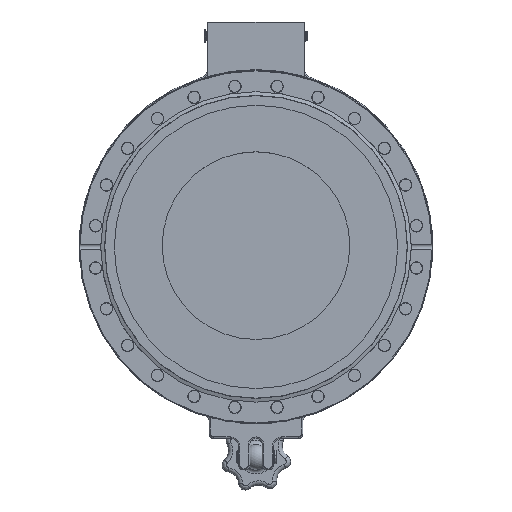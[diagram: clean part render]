
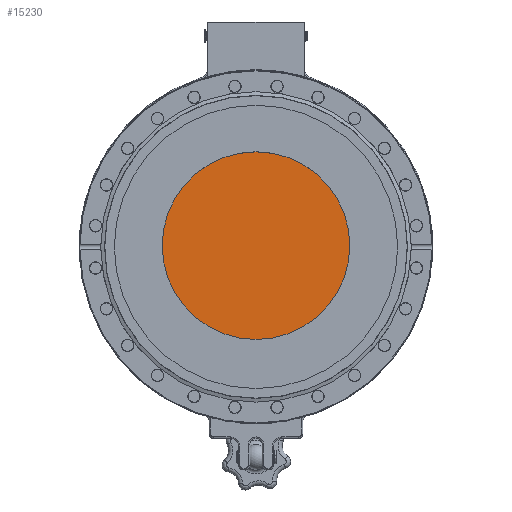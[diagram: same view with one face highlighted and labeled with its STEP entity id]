
A CAD part, left-side view. The second image highlights one B-rep face of the part: STEP entity #15230.
In plain terms, the highlighted planar face has unit normal (-1, 0, 0.002).
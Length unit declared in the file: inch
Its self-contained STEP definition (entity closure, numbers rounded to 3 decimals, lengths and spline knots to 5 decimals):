
#2192=FACE_OUTER_BOUND('',#3263,.T.);
#3263=EDGE_LOOP('',(#13128));
#4361=CIRCLE('',#17023,2.64567);
#7171=VERTEX_POINT('',#29002);
#9224=EDGE_CURVE('',#7171,#7171,#4361,.T.);
#13128=ORIENTED_EDGE('',*,*,#9224,.F.);
#14499=PLANE('',#17041);
#15230=ADVANCED_FACE('',(#2192),#14499,.T.);
#17023=AXIS2_PLACEMENT_3D('',#29004,#21117,#21118);
#17041=AXIS2_PLACEMENT_3D('',#29085,#21159,#21160);
#21117=DIRECTION('center_axis',(1.,0.,
-0.002));
#21118=DIRECTION('ref_axis',(-0.002,0.,
-1.));
#21159=DIRECTION('center_axis',(-1.,0.,
0.002));
#21160=DIRECTION('ref_axis',(0.,0.967,-0.255));
#29002=CARTESIAN_POINT('',(1.51612,-1.37795,-9.37196));
#29004=CARTESIAN_POINT('Origin',(1.51202,-1.37795,-12.01763));
#29085=CARTESIAN_POINT('Origin',(1.51202,-1.37795,-12.01763));
